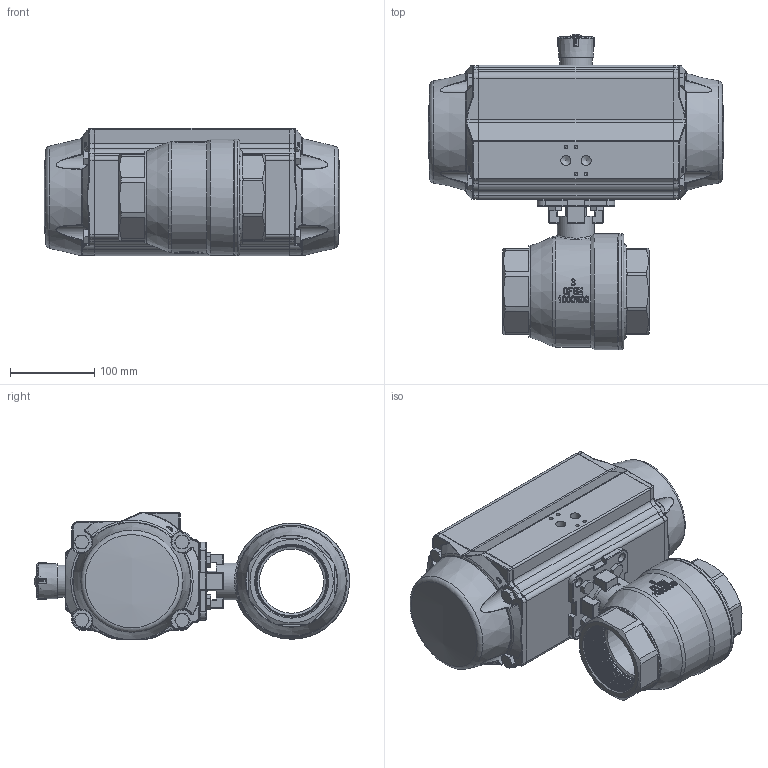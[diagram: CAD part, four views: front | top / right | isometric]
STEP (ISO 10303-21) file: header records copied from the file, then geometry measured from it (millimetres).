
FILE_DESCRIPTION(/* description */ ('Unknown'),/* implementation_level */ '2;1');
FILE_NAME(/* name */ 'FR06 9650-11',/* time_stamp */ '2022-10-24T11:11:58+02:00',/* author */ ('Unknown'),/* organization */ ('Unknown'),/* preprocessor_version */ 'ST-DEVELOPER v16.7',/* originating_system */ 'Solid Edge',/* authorisation */ 'Unknown');
FILE_SCHEMA (('AUTOMOTIVE_DESIGN {1 0 10303 214 3 1 1}'));
Products named in the file (13): DW110-8.650.080; DW07_FR06_(DW333_FR248); KP-125; ָʾ; 硌尨釱; 硌尨梓尨_酴伎; 指示标示(黄色）_红色; cup head nib bolts with large head gb_GB_FASTENER_BOLT_CHNBW M6X25-N; hexagon head bolts--product grade c gb_GB_FASTENER_BOLT_HHBC M10X45-N; 8.650.080; 3-1000WOG KV-L20  DN80____; Spindel_DN80; M8x20
Assembly tree (24 placements, depth 4):
  DW110-8.650.080
    DW07_FR06_(DW333_FR248)
      KP-125
      ָʾ
        硌尨釱
        硌尨梓尨_酴伎  x2
        指示标示(黄色）_红色  x2
      cup head nib bolts with large head gb_GB_FASTENER_BOLT_CHNBW M6X25-N
      hexagon head bolts--product grade c gb_GB_FASTENER_BOLT_HHBC M10X45-N  x8
    8.650.080
      3-1000WOG KV-L20  DN80____
      Spindel_DN80
    M8x20  x4
Bounding box: 349.9 x 373.06 x 151 mm (x, y, z)
Volume: 7824590 mm3; surface area: 445229.4 mm2
Topology: 21 solids, 21 shells, 1737 faces, 4271 edges, 2625 vertices
Faces by surface type: plane 538, cylinder 470, bspline 349, cone 178, torus 175, sphere 27
Full cylindrical faces by diameter (mm): 3 x16, 3.3 x8, 4.2 x8, 4.66 x1, 5 x1, 6 x1, 6.2 x1, 6.8 x4, 8 x4, 8.5 x12, 10 x8, 11 x8, 11.8 x2, 24 x1, 32 x1, 38 x1, 38.5 x1, 44 x1, 48 x1, 76 x1, 82.241 x2, 108 x1, 137.3 x2
Entity records: 94417 total; most frequent: CARTESIAN_POINT 62767, ORIENTED_EDGE 6710, DIRECTION 5977, EDGE_CURVE 3355, AXIS2_PLACEMENT_3D 2374, VERTEX_POINT 2190, FACE_BOUND 1699, EDGE_LOOP 1676
